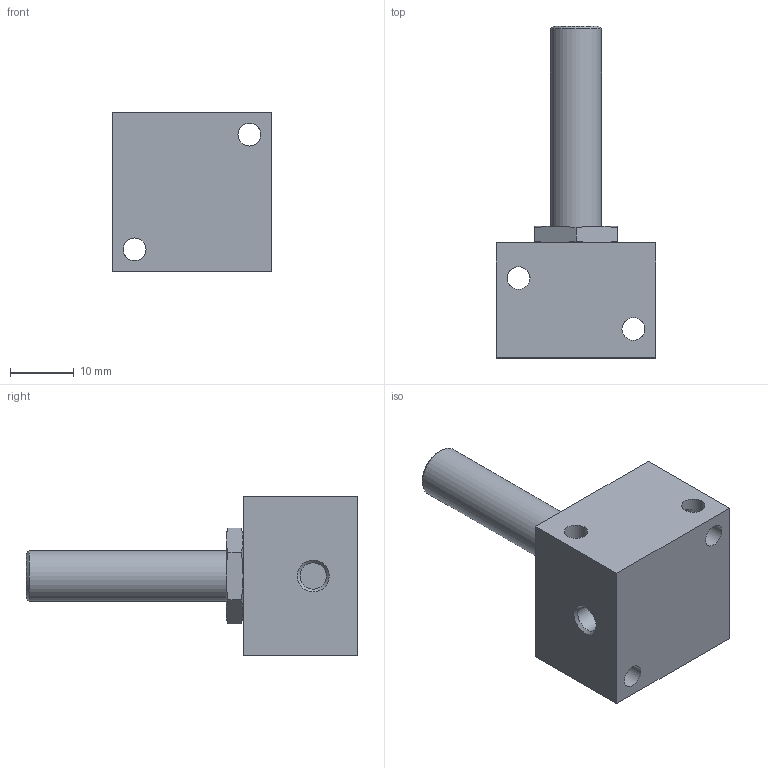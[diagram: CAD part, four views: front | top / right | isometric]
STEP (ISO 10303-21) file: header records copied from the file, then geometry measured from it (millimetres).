
FILE_DESCRIPTION(/* description */ ('STEP AP214'),/* implementation_level */ '2;1');
FILE_NAME(/* name */ '4450_MFH-3-M5',/* time_stamp */ '2024-09-02T12:16:45+02:00',/* author */ ('License CC BY-ND 4.0'),/* organization */ ('CADENAS'),/* preprocessor_version */ 'ST-DEVELOPER v19.3',/* originating_system */ 'PARTsolutions',/* authorisation */ ' ');
FILE_SCHEMA (('AUTOMOTIVE_DESIGN {1 0 10303 214 3 1 1}'));
Length unit declared in the file: millimetre
Products named in the file (1): 4450 MFH-3-M5
Bounding box: 25 x 52 x 25 mm (x, y, z)
Volume: 12043.4 mm3; surface area: 5031.1 mm2
Topology: 1 solids, 1 shells, 56 faces, 127 edges, 77 vertices
Faces by surface type: plane 22, cone 17, cylinder 17
Full cylindrical faces by diameter (mm): 3.6 x8, 4.134 x3, 5 x1, 6 x2, 8 x1
Entity records: 1476 total; most frequent: CARTESIAN_POINT 300, DIRECTION 240, ORIENTED_EDGE 200, AXIS2_PLACEMENT_3D 107, EDGE_CURVE 100, FACE_BOUND 93, EDGE_LOOP 92, VERTEX_POINT 71
